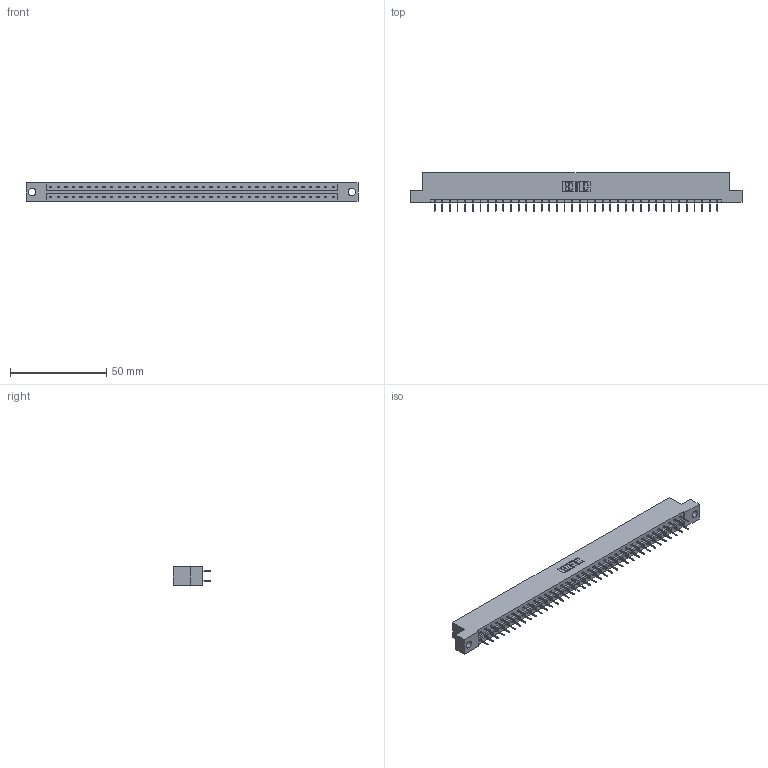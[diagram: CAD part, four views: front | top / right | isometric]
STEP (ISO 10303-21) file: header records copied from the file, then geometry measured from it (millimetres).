
FILE_DESCRIPTION (( 'STEP AP203' ), '1' );
FILE_NAME ('833-076-524-204.STEP', '2020-06-05T18:10:48', ( '' ), ( '' ), 'SwSTEP 2.0', 'SolidWorks 2020', '' );
FILE_SCHEMA (( 'CONFIG_CONTROL_DESIGN' ));
Length unit declared in the file: inch
Products named in the file (3): 345-292-001_345-293-124; 833 Part_Flush - .156 Dia - TH; 833-076-524-204
Assembly tree (77 placements, depth 2):
  833-076-524-204
    833 Part_Flush - .156 Dia - TH
    345-292-001_345-293-124  x76
Bounding box: 172.11 x 19.69 x 9.4 mm (x, y, z)
Volume: 17331.2 mm3; surface area: 19901.1 mm2
Topology: 77 solids, 77 shells, 4370 faces, 12395 edges, 7958 vertices
Faces by surface type: plane 3262, cylinder 1108
Entity records: 25041 total; most frequent: CARTESIAN_POINT 4154, ORIENTED_EDGE 4090, DIRECTION 3557, EDGE_CURVE 2045, LINE 1921, VECTOR 1921, VERTEX_POINT 1358, AXIS2_PLACEMENT_3D 818
